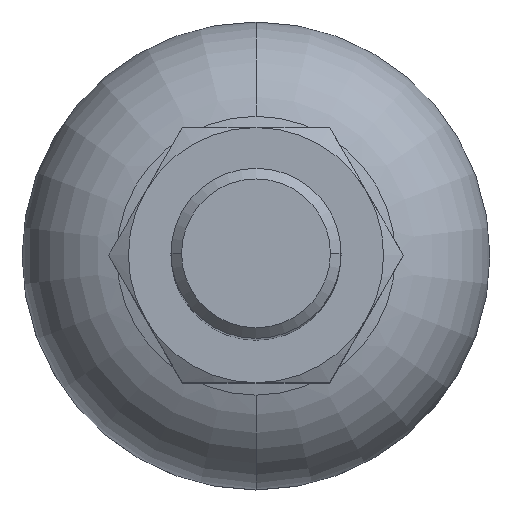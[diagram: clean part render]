
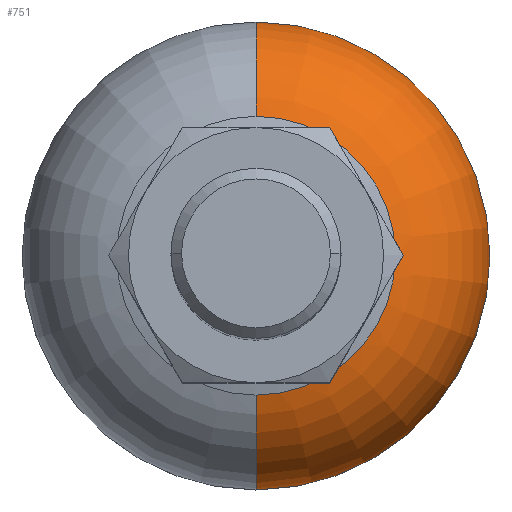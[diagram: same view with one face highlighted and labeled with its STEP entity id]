
A CAD part, top view. The second image highlights one B-rep face of the part: STEP entity #751.
In plain terms, the highlighted toroidal (fillet/blend) face has major radius 10 mm and minor radius 12 mm.
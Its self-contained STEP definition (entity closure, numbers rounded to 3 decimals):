
#50 = ORIENTED_EDGE ( 'NONE', *, *, #1738, .T. ) ;
#52 = ORIENTED_EDGE ( 'NONE', *, *, #2530, .T. ) ;
#90 = DIRECTION ( 'NONE',  ( 1., 0., 0. ) ) ;
#91 = AXIS2_PLACEMENT_3D ( 'NONE', #2158, #1573, #169 ) ;
#160 = DIRECTION ( 'NONE',  ( 0., 0., 1. ) ) ;
#163 = CARTESIAN_POINT ( 'NONE',  ( 0., -10., 5. ) ) ;
#169 = DIRECTION ( 'NONE',  ( 0., -1., 0. ) ) ;
#209 = CARTESIAN_POINT ( 'NONE',  ( 0., 22., 5. ) ) ;
#269 = VERTEX_POINT ( 'NONE', #1980 ) ;
#285 = CIRCLE ( 'NONE', #943, 22. ) ;
#302 = ORIENTED_EDGE ( 'NONE', *, *, #1704, .F. ) ;
#340 = CARTESIAN_POINT ( 'NONE',  ( 0., 0., 5. ) ) ;
#358 = CARTESIAN_POINT ( 'NONE',  ( 22., 0., 5. ) ) ;
#449 = CARTESIAN_POINT ( 'NONE',  ( 0., -13.106, 16.591 ) ) ;
#517 = CARTESIAN_POINT ( 'NONE',  ( 0., 10., 5. ) ) ;
#634 = FACE_OUTER_BOUND ( 'NONE', #1003, .T. ) ;
#743 = DIRECTION ( 'NONE',  ( 0., -1., 0. ) ) ;
#751 = ADVANCED_FACE ( 'NONE', ( #634 ), #1583, .T. ) ;
#761 = DIRECTION ( 'NONE',  ( 0., 0., 1. ) ) ;
#768 = DIRECTION ( 'NONE',  ( -1., 0., 0. ) ) ;
#821 = CIRCLE ( 'NONE', #1998, 13.106 ) ;
#866 = VERTEX_POINT ( 'NONE', #1420 ) ;
#880 = CIRCLE ( 'NONE', #2149, 13.106 ) ;
#910 = EDGE_CURVE ( 'NONE', #1053, #866, #821, .T. ) ;
#943 = AXIS2_PLACEMENT_3D ( 'NONE', #340, #1940, #743 ) ;
#973 = CARTESIAN_POINT ( 'NONE',  ( 0., 0., 5. ) ) ;
#1003 = EDGE_LOOP ( 'NONE', ( #50, #1350, #302, #1113, #1613, #52 ) ) ;
#1053 = VERTEX_POINT ( 'NONE', #449 ) ;
#1087 = AXIS2_PLACEMENT_3D ( 'NONE', #517, #90, #2486 ) ;
#1102 = CIRCLE ( 'NONE', #1087, 12. ) ;
#1113 = ORIENTED_EDGE ( 'NONE', *, *, #910, .F. ) ;
#1285 = CIRCLE ( 'NONE', #1726, 12. ) ;
#1307 = EDGE_CURVE ( 'NONE', #269, #1053, #1285, .T. ) ;
#1350 = ORIENTED_EDGE ( 'NONE', *, *, #1615, .T. ) ;
#1388 = VERTEX_POINT ( 'NONE', #209 ) ;
#1420 = CARTESIAN_POINT ( 'NONE',  ( 13.106, 0., 16.591 ) ) ;
#1537 = CIRCLE ( 'NONE', #91, 22. ) ;
#1573 = DIRECTION ( 'NONE',  ( 0., 0., 1. ) ) ;
#1583 = TOROIDAL_SURFACE ( 'NONE', #1950, 10., 12. ) ;
#1613 = ORIENTED_EDGE ( 'NONE', *, *, #1307, .F. ) ;
#1615 = EDGE_CURVE ( 'NONE', #1388, #2319, #1102, .T. ) ;
#1650 = CARTESIAN_POINT ( 'NONE',  ( 0., 13.106, 16.591 ) ) ;
#1704 = EDGE_CURVE ( 'NONE', #866, #2319, #880, .T. ) ;
#1726 = AXIS2_PLACEMENT_3D ( 'NONE', #163, #768, #1769 ) ;
#1738 = EDGE_CURVE ( 'NONE', #2451, #1388, #1537, .T. ) ;
#1755 = CARTESIAN_POINT ( 'NONE',  ( 0., 0., 16.591 ) ) ;
#1769 = DIRECTION ( 'NONE',  ( 0., 0., 1. ) ) ;
#1818 = CARTESIAN_POINT ( 'NONE',  ( 0., 0., 16.591 ) ) ;
#1940 = DIRECTION ( 'NONE',  ( 0., 0., 1. ) ) ;
#1950 = AXIS2_PLACEMENT_3D ( 'NONE', #973, #761, #2561 ) ;
#1980 = CARTESIAN_POINT ( 'NONE',  ( 0., -22., 5. ) ) ;
#1998 = AXIS2_PLACEMENT_3D ( 'NONE', #1818, #2019, #2214 ) ;
#2019 = DIRECTION ( 'NONE',  ( 0., 0., 1. ) ) ;
#2138 = DIRECTION ( 'NONE',  ( -1., 0., 0. ) ) ;
#2149 = AXIS2_PLACEMENT_3D ( 'NONE', #1755, #160, #2138 ) ;
#2158 = CARTESIAN_POINT ( 'NONE',  ( 0., 0., 5. ) ) ;
#2214 = DIRECTION ( 'NONE',  ( -1., 0., 0. ) ) ;
#2319 = VERTEX_POINT ( 'NONE', #1650 ) ;
#2451 = VERTEX_POINT ( 'NONE', #358 ) ;
#2486 = DIRECTION ( 'NONE',  ( 0., 0., -1. ) ) ;
#2530 = EDGE_CURVE ( 'NONE', #269, #2451, #285, .T. ) ;
#2561 = DIRECTION ( 'NONE',  ( 0., -1., 0. ) ) ;
